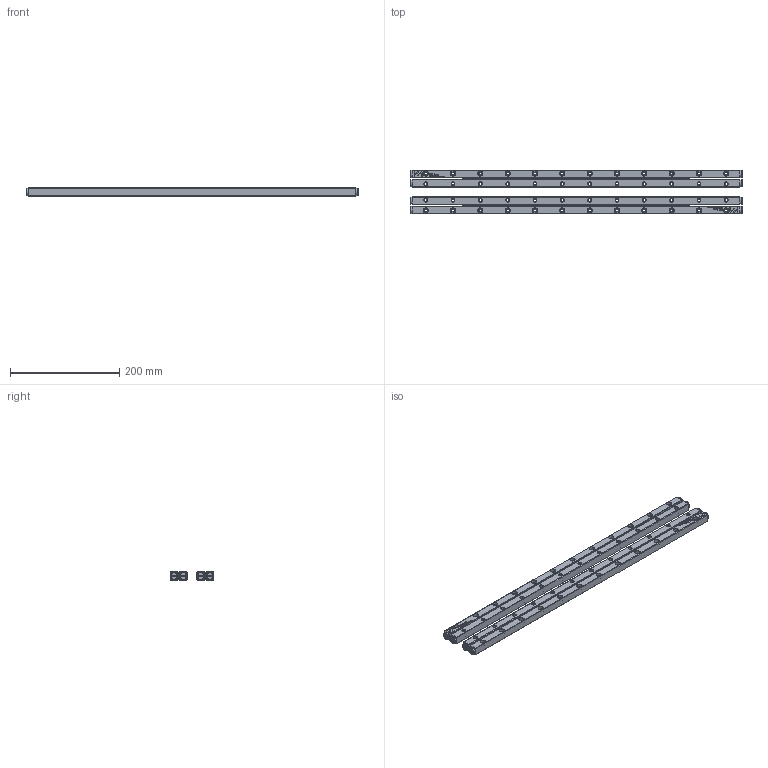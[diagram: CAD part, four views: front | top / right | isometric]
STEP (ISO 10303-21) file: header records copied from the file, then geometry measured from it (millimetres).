
FILE_DESCRIPTION(/* description */ (''),/* implementation_level */ '2;1');
FILE_NAME(/* name */ 'Set RSD-6600x46AA_stp_stp.stp',/* time_stamp */ '2025-05-27T14:11:30+02:00',/* author */ (''),/* organization */ (''),/* preprocessor_version */ 'ST-DEVELOPER v16.7',/* originating_system */ 'SIEMENS PLM Software NX 12.0',/* authorisation */ '');
FILE_SCHEMA (('AUTOMOTIVE_DESIGN { 1 0 10303 214 3 1 1 1 }'));
Products named in the file (1): Set RSD-6600x46AA_stp_stp
Bounding box: 607.4 x 80 x 15 mm (x, y, z)
Volume: 475966 mm3; surface area: 196587.3 mm2
Topology: 106 solids, 106 shells, 4876 faces, 12584 edges, 8108 vertices
Faces by surface type: plane 2672, cylinder 1516, bspline 360, cone 328
Full cylindrical faces by diameter (mm): 4.3 x8, 5 x8, 5.2 x56, 6 x92, 9.5 x48, 13 x8
Entity records: 154432 total; most frequent: CARTESIAN_POINT 29653, ORIENTED_EDGE 23648, DIRECTION 23474, EDGE_CURVE 11824, VERTEX_POINT 7888, AXIS2_PLACEMENT_3D 7885, LINE 7704, VECTOR 7704
